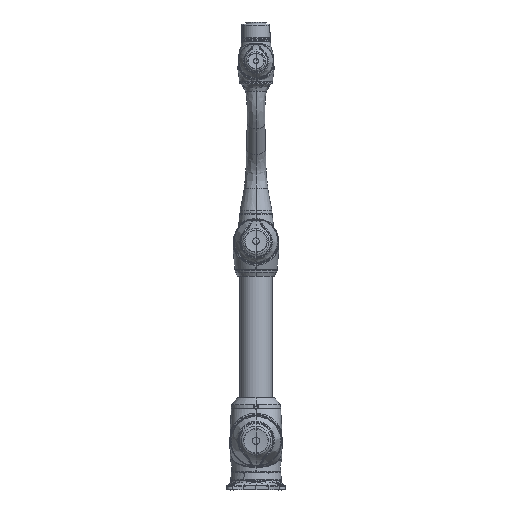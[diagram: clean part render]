
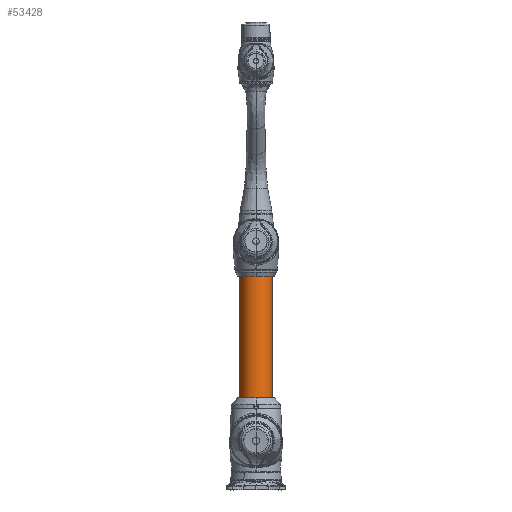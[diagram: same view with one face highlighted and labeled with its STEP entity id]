
A CAD part, front view. The second image highlights one B-rep face of the part: STEP entity #53428.
In plain terms, the highlighted cylindrical face has radius 50 mm (diameter 100 mm), a partial arc.
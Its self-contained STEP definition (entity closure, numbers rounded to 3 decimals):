
#53372=CARTESIAN_POINT('Axis2P3D Location',(0.,-198.5,474.511)) ;
#53377=CARTESIAN_POINT('Line Origine',(50.,-198.5,474.511)) ;
#53381=CARTESIAN_POINT('Vertex',(50.,-198.5,286.161)) ;
#53383=CARTESIAN_POINT('Vertex',(50.,-198.5,662.861)) ;
#53390=CARTESIAN_POINT('Vertex',(-50.,-198.5,286.161)) ;
#53393=CARTESIAN_POINT('Line Origine',(-50.,-198.5,474.511)) ;
#53397=CARTESIAN_POINT('Vertex',(-50.,-198.5,662.861)) ;
#53412=CARTESIAN_POINT('Axis2P3D Location',(0.,-198.5,286.161)) ;
#53417=CARTESIAN_POINT('Axis2P3D Location',(0.,-198.5,662.861)) ;
#53373=DIRECTION('Axis2P3D Direction',(-0.,0.,1.)) ;
#53374=DIRECTION('Axis2P3D XDirection',(1.,0.,0.)) ;
#53378=DIRECTION('Vector Direction',(0.,0.,1.)) ;
#53394=DIRECTION('Vector Direction',(0.,0.,1.)) ;
#53413=DIRECTION('Axis2P3D Direction',(-0.,0.,1.)) ;
#53418=DIRECTION('Axis2P3D Direction',(-0.,0.,1.)) ;
#53375=AXIS2_PLACEMENT_3D('Cylinder Axis2P3D',#53372,#53373,#53374) ;
#53414=AXIS2_PLACEMENT_3D('Circle Axis2P3D',#53412,#53413,$) ;
#53419=AXIS2_PLACEMENT_3D('Circle Axis2P3D',#53417,#53418,$) ;
#53423=ORIENTED_EDGE('',*,*,#53399,.F.) ;
#53424=ORIENTED_EDGE('',*,*,#53416,.T.) ;
#53425=ORIENTED_EDGE('',*,*,#53385,.T.) ;
#53426=ORIENTED_EDGE('',*,*,#53421,.F.) ;
#53379=VECTOR('Line Direction',#53378,1.) ;
#53395=VECTOR('Line Direction',#53394,1.) ;
#53428=ADVANCED_FACE('PartBody',(#53427),#53376,.T.) ;
#53415=CIRCLE('generated circle',#53414,50.) ;
#53420=CIRCLE('generated circle',#53419,50.) ;
#53376=CYLINDRICAL_SURFACE('generated cylinder',#53375,50.) ;
#53385=EDGE_CURVE('',#53382,#53384,#53380,.T.) ;
#53399=EDGE_CURVE('',#53391,#53398,#53396,.T.) ;
#53416=EDGE_CURVE('',#53391,#53382,#53415,.T.) ;
#53421=EDGE_CURVE('',#53398,#53384,#53420,.T.) ;
#53422=EDGE_LOOP('',(#53423,#53424,#53425,#53426)) ;
#53427=FACE_OUTER_BOUND('',#53422,.T.) ;
#53380=LINE('Line',#53377,#53379) ;
#53396=LINE('Line',#53393,#53395) ;
#53382=VERTEX_POINT('',#53381) ;
#53384=VERTEX_POINT('',#53383) ;
#53391=VERTEX_POINT('',#53390) ;
#53398=VERTEX_POINT('',#53397) ;
